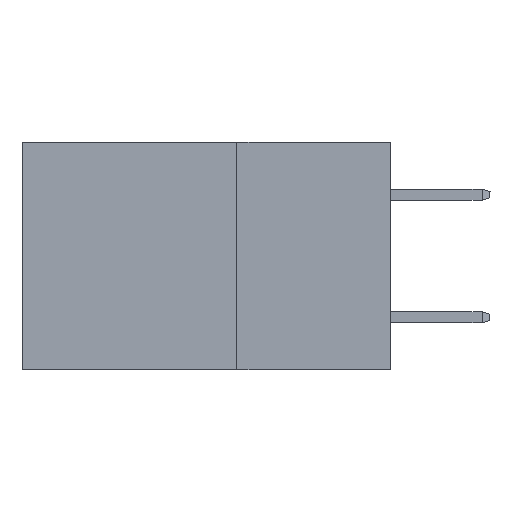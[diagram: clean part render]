
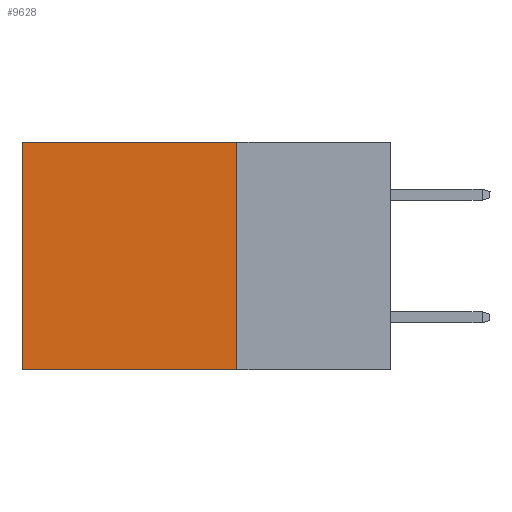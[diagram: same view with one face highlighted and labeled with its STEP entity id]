
A CAD part, left-side view. The second image highlights one B-rep face of the part: STEP entity #9628.
In plain terms, the highlighted planar face has unit normal (-1, 0, 0).
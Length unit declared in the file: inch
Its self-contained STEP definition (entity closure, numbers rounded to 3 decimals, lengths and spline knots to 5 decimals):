
#268 = ORIENTED_EDGE ( 'NONE', *, *, #12566, .T. ) ;
#483 = DIRECTION ( 'NONE',  ( 0., 0., -1. ) ) ;
#489 = VECTOR ( 'NONE', #6723, 39.37008 ) ;
#974 = AXIS2_PLACEMENT_3D ( 'NONE', #10703, #5165, #10960 ) ;
#1082 = EDGE_LOOP ( 'NONE', ( #3360, #16574, #14660, #268 ) ) ;
#1175 = FACE_OUTER_BOUND ( 'NONE', #1082, .T. ) ;
#1333 = CARTESIAN_POINT ( 'NONE',  ( 0.2875, 0.6, 0. ) ) ;
#1337 = EDGE_CURVE ( 'NONE', #9776, #13414, #2843, .T. ) ;
#2816 = VERTEX_POINT ( 'NONE', #1333 ) ;
#2843 = LINE ( 'NONE', #6433, #18705 ) ;
#3092 = VECTOR ( 'NONE', #6772, 39.37008 ) ;
#3360 = ORIENTED_EDGE ( 'NONE', *, *, #18772, .T. ) ;
#5165 = DIRECTION ( 'NONE',  ( 1., 0., 0. ) ) ;
#6433 = CARTESIAN_POINT ( 'NONE',  ( 0.2875, 0.25, 0. ) ) ;
#6723 = DIRECTION ( 'NONE',  ( 0., 1., 0. ) ) ;
#6772 = DIRECTION ( 'NONE',  ( 0., 1., 0. ) ) ;
#6873 = LINE ( 'NONE', #14130, #3092 ) ;
#7757 = CARTESIAN_POINT ( 'NONE',  ( 0.2875, 0.25, 0. ) ) ;
#7762 = VERTEX_POINT ( 'NONE', #15051 ) ;
#7999 = LINE ( 'NONE', #8380, #489 ) ;
#8380 = CARTESIAN_POINT ( 'NONE',  ( 0.2875, 0.25, -0.37 ) ) ;
#9175 = PLANE ( 'NONE',  #974 ) ;
#9628 = ADVANCED_FACE ( 'NONE', ( #1175 ), #9175, .F. ) ;
#9776 = VERTEX_POINT ( 'NONE', #7757 ) ;
#9813 = LINE ( 'NONE', #11439, #11882 ) ;
#10703 = CARTESIAN_POINT ( 'NONE',  ( 0.2875, 0.25, 0. ) ) ;
#10960 = DIRECTION ( 'NONE',  ( 0., 0., -1. ) ) ;
#11439 = CARTESIAN_POINT ( 'NONE',  ( 0.2875, 0.6, 0. ) ) ;
#11882 = VECTOR ( 'NONE', #18668, 39.37008 ) ;
#12566 = EDGE_CURVE ( 'NONE', #9776, #2816, #6873, .T. ) ;
#13414 = VERTEX_POINT ( 'NONE', #15603 ) ;
#13673 = EDGE_CURVE ( 'NONE', #13414, #7762, #7999, .T. ) ;
#14130 = CARTESIAN_POINT ( 'NONE',  ( 0.2875, 0.25, 0. ) ) ;
#14660 = ORIENTED_EDGE ( 'NONE', *, *, #1337, .F. ) ;
#15051 = CARTESIAN_POINT ( 'NONE',  ( 0.2875, 0.6, -0.37 ) ) ;
#15603 = CARTESIAN_POINT ( 'NONE',  ( 0.2875, 0.25, -0.37 ) ) ;
#16574 = ORIENTED_EDGE ( 'NONE', *, *, #13673, .F. ) ;
#18668 = DIRECTION ( 'NONE',  ( 0., 0., -1. ) ) ;
#18705 = VECTOR ( 'NONE', #483, 39.37008 ) ;
#18772 = EDGE_CURVE ( 'NONE', #2816, #7762, #9813, .T. ) ;
